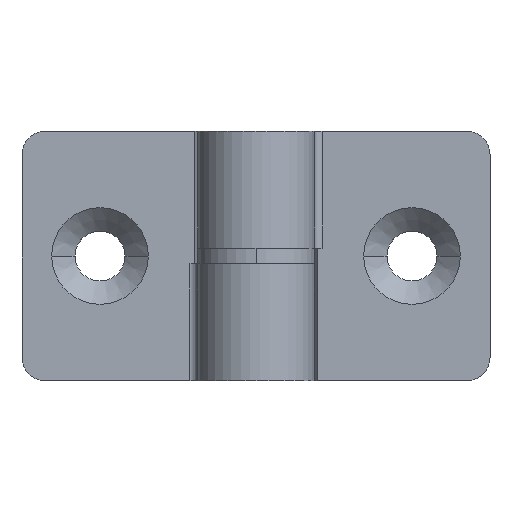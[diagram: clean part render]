
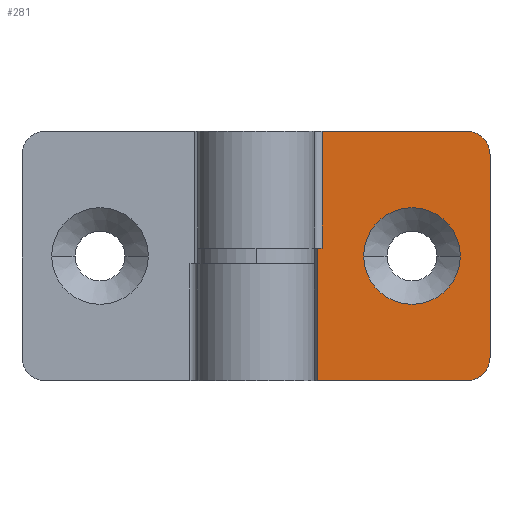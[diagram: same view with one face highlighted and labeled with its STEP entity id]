
A CAD part, top view. The second image highlights one B-rep face of the part: STEP entity #281.
In plain terms, the highlighted planar face has unit normal (0, 0, 1).
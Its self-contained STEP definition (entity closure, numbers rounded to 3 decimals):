
#2 = DIRECTION ( 'NONE',  ( 0., 0., -1. ) ) ;
#29 = CARTESIAN_POINT ( 'NONE',  ( 8.485, -16., -1.5 ) ) ;
#65 = AXIS2_PLACEMENT_3D ( 'NONE', #602, #1301, #767 ) ;
#77 = EDGE_CURVE ( 'NONE', #1781, #1570, #1900, .T. ) ;
#91 = ORIENTED_EDGE ( 'NONE', *, *, #190, .T. ) ;
#122 = EDGE_CURVE ( 'NONE', #1044, #1401, #138, .T. ) ;
#125 = CARTESIAN_POINT ( 'NONE',  ( 27., -13., -1.5 ) ) ;
#138 = LINE ( 'NONE', #1690, #2122 ) ;
#175 = FACE_BOUND ( 'NONE', #1164, .T. ) ;
#184 = VECTOR ( 'NONE', #1405, 1000. ) ;
#190 = EDGE_CURVE ( 'NONE', #976, #287, #247, .T. ) ;
#199 = DIRECTION ( 'NONE',  ( -1., 0., 0. ) ) ;
#247 = CIRCLE ( 'NONE', #1433, 3. ) ;
#269 = LINE ( 'NONE', #1605, #2187 ) ;
#281 = ADVANCED_FACE ( 'NONE', ( #2021, #175 ), #1548, .F. ) ;
#287 = VERTEX_POINT ( 'NONE', #510 ) ;
#376 = DIRECTION ( 'NONE',  ( 0., -1., 0. ) ) ;
#402 = CARTESIAN_POINT ( 'NONE',  ( 7.858, 1., -1.5 ) ) ;
#405 = VECTOR ( 'NONE', #1176, 1000. ) ;
#414 = DIRECTION ( 'NONE',  ( -1., 0., 0. ) ) ;
#427 = DIRECTION ( 'NONE',  ( -1., 0., 0. ) ) ;
#428 = EDGE_CURVE ( 'NONE', #1913, #1305, #269, .T. ) ;
#446 = DIRECTION ( 'NONE',  ( 0., 0., -1. ) ) ;
#453 = EDGE_CURVE ( 'NONE', #1570, #1781, #902, .T. ) ;
#483 = CARTESIAN_POINT ( 'NONE',  ( 8.485, 16., -1.5 ) ) ;
#510 = CARTESIAN_POINT ( 'NONE',  ( 30., -13., -1.5 ) ) ;
#527 = CARTESIAN_POINT ( 'NONE',  ( 27., 13., -1.5 ) ) ;
#602 = CARTESIAN_POINT ( 'NONE',  ( 20., 0., -1.5 ) ) ;
#692 = ORIENTED_EDGE ( 'NONE', *, *, #2097, .T. ) ;
#715 = CARTESIAN_POINT ( 'NONE',  ( 26.2, 0., -1.5 ) ) ;
#767 = DIRECTION ( 'NONE',  ( -1., 0., 0. ) ) ;
#776 = CARTESIAN_POINT ( 'NONE',  ( 27., -16., -1.5 ) ) ;
#786 = VERTEX_POINT ( 'NONE', #1628 ) ;
#834 = CARTESIAN_POINT ( 'NONE',  ( 27., 16., -1.5 ) ) ;
#843 = DIRECTION ( 'NONE',  ( -1., 0., 0. ) ) ;
#850 = CARTESIAN_POINT ( 'NONE',  ( 13.8, 0., -1.5 ) ) ;
#902 = CIRCLE ( 'NONE', #1495, 6.2 ) ;
#976 = VERTEX_POINT ( 'NONE', #776 ) ;
#987 = ORIENTED_EDGE ( 'NONE', *, *, #1468, .T. ) ;
#1023 = EDGE_LOOP ( 'NONE', ( #1760, #91, #1581, #692, #2190, #987, #2227, #1855 ) ) ;
#1034 = CARTESIAN_POINT ( 'NONE',  ( 7.858, -16., -1.5 ) ) ;
#1044 = VERTEX_POINT ( 'NONE', #1476 ) ;
#1054 = DIRECTION ( 'NONE',  ( 0., 0., 1. ) ) ;
#1056 = AXIS2_PLACEMENT_3D ( 'NONE', #527, #1054, #199 ) ;
#1074 = LINE ( 'NONE', #29, #184 ) ;
#1164 = EDGE_LOOP ( 'NONE', ( #2001, #1591 ) ) ;
#1175 = DIRECTION ( 'NONE',  ( 0., 0., 1. ) ) ;
#1176 = DIRECTION ( 'NONE',  ( 0., -1., 0. ) ) ;
#1190 = CARTESIAN_POINT ( 'NONE',  ( 8.485, 16., -1.5 ) ) ;
#1238 = VERTEX_POINT ( 'NONE', #1457 ) ;
#1251 = CARTESIAN_POINT ( 'NONE',  ( 8.485, 1., -1.5 ) ) ;
#1301 = DIRECTION ( 'NONE',  ( 0., 0., -1. ) ) ;
#1305 = VERTEX_POINT ( 'NONE', #402 ) ;
#1335 = DIRECTION ( 'NONE',  ( -1., 0., 0. ) ) ;
#1401 = VERTEX_POINT ( 'NONE', #834 ) ;
#1405 = DIRECTION ( 'NONE',  ( 1., 0., 0. ) ) ;
#1410 = EDGE_CURVE ( 'NONE', #1305, #786, #2242, .T. ) ;
#1433 = AXIS2_PLACEMENT_3D ( 'NONE', #125, #1175, #843 ) ;
#1457 = CARTESIAN_POINT ( 'NONE',  ( 30., 13., -1.5 ) ) ;
#1468 = EDGE_CURVE ( 'NONE', #1044, #1913, #2032, .T. ) ;
#1476 = CARTESIAN_POINT ( 'NONE',  ( 8.485, 16., -1.5 ) ) ;
#1495 = AXIS2_PLACEMENT_3D ( 'NONE', #1982, #446, #414 ) ;
#1502 = EDGE_CURVE ( 'NONE', #1238, #287, #1596, .T. ) ;
#1548 = PLANE ( 'NONE',  #2046 ) ;
#1570 = VERTEX_POINT ( 'NONE', #715 ) ;
#1581 = ORIENTED_EDGE ( 'NONE', *, *, #1502, .F. ) ;
#1585 = CIRCLE ( 'NONE', #1056, 3. ) ;
#1588 = CARTESIAN_POINT ( 'NONE',  ( 30., 16., -1.5 ) ) ;
#1591 = ORIENTED_EDGE ( 'NONE', *, *, #453, .T. ) ;
#1596 = LINE ( 'NONE', #1588, #2099 ) ;
#1605 = CARTESIAN_POINT ( 'NONE',  ( 10., 1., -1.5 ) ) ;
#1628 = CARTESIAN_POINT ( 'NONE',  ( 7.858, -16., -1.5 ) ) ;
#1690 = CARTESIAN_POINT ( 'NONE',  ( 8.485, 16., -1.5 ) ) ;
#1760 = ORIENTED_EDGE ( 'NONE', *, *, #2118, .T. ) ;
#1781 = VERTEX_POINT ( 'NONE', #850 ) ;
#1855 = ORIENTED_EDGE ( 'NONE', *, *, #1410, .T. ) ;
#1883 = DIRECTION ( 'NONE',  ( 0., -1., 0. ) ) ;
#1900 = CIRCLE ( 'NONE', #65, 6.2 ) ;
#1913 = VERTEX_POINT ( 'NONE', #1251 ) ;
#1982 = CARTESIAN_POINT ( 'NONE',  ( 20., 0., -1.5 ) ) ;
#2001 = ORIENTED_EDGE ( 'NONE', *, *, #77, .T. ) ;
#2021 = FACE_OUTER_BOUND ( 'NONE', #1023, .T. ) ;
#2022 = VECTOR ( 'NONE', #1883, 1000. ) ;
#2031 = DIRECTION ( 'NONE',  ( 1., 0., 0. ) ) ;
#2032 = LINE ( 'NONE', #483, #405 ) ;
#2046 = AXIS2_PLACEMENT_3D ( 'NONE', #1190, #2, #1335 ) ;
#2097 = EDGE_CURVE ( 'NONE', #1238, #1401, #1585, .T. ) ;
#2099 = VECTOR ( 'NONE', #376, 1000. ) ;
#2118 = EDGE_CURVE ( 'NONE', #786, #976, #1074, .T. ) ;
#2122 = VECTOR ( 'NONE', #2031, 1000. ) ;
#2187 = VECTOR ( 'NONE', #427, 1000. ) ;
#2190 = ORIENTED_EDGE ( 'NONE', *, *, #122, .F. ) ;
#2227 = ORIENTED_EDGE ( 'NONE', *, *, #428, .T. ) ;
#2242 = LINE ( 'NONE', #1034, #2022 ) ;
